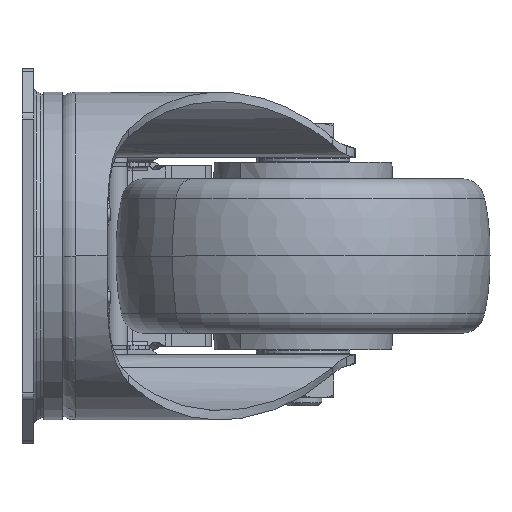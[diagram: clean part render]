
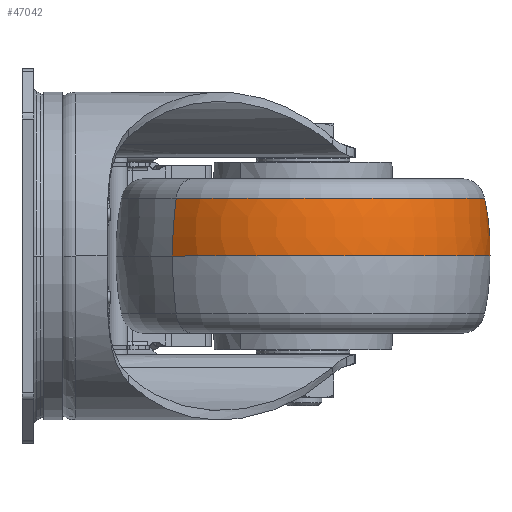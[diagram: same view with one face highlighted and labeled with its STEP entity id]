
A CAD part, left-side view. The second image highlights one B-rep face of the part: STEP entity #47042.
In plain terms, the highlighted toroidal (fillet/blend) face has major radius 34.996 mm and minor radius 75 mm.
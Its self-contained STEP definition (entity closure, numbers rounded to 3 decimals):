
#391 = FACE_OUTER_BOUND ( 'NONE', #21293, .T. ) ;
#3153 = EDGE_CURVE ( 'NONE', #48426, #27702, #15528, .T. ) ;
#3532 = AXIS2_PLACEMENT_3D ( 'NONE', #14554, #19671, #9448 ) ;
#4279 = CARTESIAN_POINT ( 'NONE',  ( 12.925, -29.587, -0.757 ) ) ;
#9448 = DIRECTION ( 'NONE',  ( 0.716, -0.698, 0. ) ) ;
#9731 = DIRECTION ( 'NONE',  ( 0.698, 0.716, 0. ) ) ;
#10238 = DIRECTION ( 'NONE',  ( 0., 0., 1. ) ) ;
#14439 = ORIENTED_EDGE ( 'NONE', *, *, #71200, .F. ) ;
#14554 = CARTESIAN_POINT ( 'NONE',  ( 38., -54., 12.371 ) ) ;
#15528 = CIRCLE ( 'NONE', #34183, 40. ) ;
#16338 = ORIENTED_EDGE ( 'NONE', *, *, #47267, .F. ) ;
#17999 = VERTEX_POINT ( 'NONE', #21631 ) ;
#19671 = DIRECTION ( 'NONE',  ( 0., 0., 1. ) ) ;
#21293 = EDGE_LOOP ( 'NONE', ( #14439, #68657, #48705, #16338 ) ) ;
#21631 = CARTESIAN_POINT ( 'NONE',  ( 10.167, -26.902, 12.371 ) ) ;
#24056 = EDGE_CURVE ( 'NONE', #27702, #39863, #36235, .T. ) ;
#25949 = DIRECTION ( 'NONE',  ( 0., 0., 1. ) ) ;
#26289 = CARTESIAN_POINT ( 'NONE',  ( 38., -54., 0. ) ) ;
#26996 = CARTESIAN_POINT ( 'NONE',  ( 38., -54., -0.757 ) ) ;
#27702 = VERTEX_POINT ( 'NONE', #57953 ) ;
#32602 = TOROIDAL_SURFACE ( 'NONE', #40815, -34.996, 75. ) ;
#32659 = CIRCLE ( 'NONE', #3532, 38.846 ) ;
#34183 = AXIS2_PLACEMENT_3D ( 'NONE', #26289, #25949, #48323 ) ;
#36235 = CIRCLE ( 'NONE', #60798, 75. ) ;
#36287 = AXIS2_PLACEMENT_3D ( 'NONE', #42664, #9731, #54356 ) ;
#37145 = DIRECTION ( 'NONE',  ( -0.698, -0.716, 0. ) ) ;
#39863 = VERTEX_POINT ( 'NONE', #55709 ) ;
#40815 = AXIS2_PLACEMENT_3D ( 'NONE', #26996, #10238, #61787 ) ;
#42664 = CARTESIAN_POINT ( 'NONE',  ( 63.075, -78.413, -0.757 ) ) ;
#47042 = ADVANCED_FACE ( 'NONE', ( #391 ), #32602, .T. ) ;
#47267 = EDGE_CURVE ( 'NONE', #17999, #39863, #32659, .T. ) ;
#48323 = DIRECTION ( 'NONE',  ( 0.716, -0.698, 0. ) ) ;
#48426 = VERTEX_POINT ( 'NONE', #59183 ) ;
#48705 = ORIENTED_EDGE ( 'NONE', *, *, #24056, .T. ) ;
#54356 = DIRECTION ( 'NONE',  ( -0.716, 0.698, 0. ) ) ;
#55709 = CARTESIAN_POINT ( 'NONE',  ( 65.833, -81.098, 12.371 ) ) ;
#57953 = CARTESIAN_POINT ( 'NONE',  ( 66.66, -81.904, 0. ) ) ;
#59183 = CARTESIAN_POINT ( 'NONE',  ( 9.34, -26.096, 0. ) ) ;
#59841 = DIRECTION ( 'NONE',  ( 0.716, -0.698, 0. ) ) ;
#60798 = AXIS2_PLACEMENT_3D ( 'NONE', #4279, #37145, #59841 ) ;
#61787 = DIRECTION ( 'NONE',  ( 0.716, -0.698, 0. ) ) ;
#67897 = CIRCLE ( 'NONE', #36287, 75. ) ;
#68657 = ORIENTED_EDGE ( 'NONE', *, *, #3153, .T. ) ;
#71200 = EDGE_CURVE ( 'NONE', #48426, #17999, #67897, .T. ) ;
